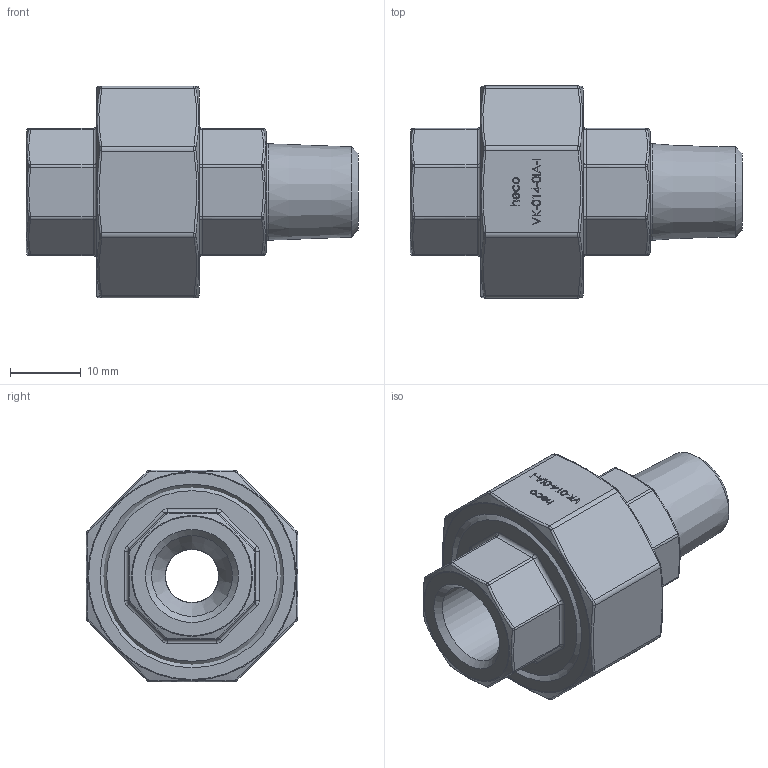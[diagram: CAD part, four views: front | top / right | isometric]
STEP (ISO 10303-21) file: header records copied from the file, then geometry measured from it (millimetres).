
FILE_DESCRIPTION (( 'STEP AP214' ), '1' );
FILE_NAME ('VK-014-0IA-I Verschraubung konisch 2201.STEP', '2022-02-01T10:36:06', ( '' ), ( '' ), 'SwSTEP 2.0', 'SolidWorks 2019', '' );
FILE_SCHEMA (( 'AUTOMOTIVE_DESIGN' ));
Length unit declared in the file: millimetre
Products named in the file (1): VK-014-0IA-I Verschraubung konisch 2201
Bounding box: 47 x 30 x 30 mm (x, y, z)
Volume: 13132 mm3; surface area: 9112.8 mm2
Topology: 3 solids, 3 shells, 358 faces, 854 edges, 531 vertices
Faces by surface type: plane 140, bspline 117, cylinder 49, torus 38, cone 14
Full cylindrical faces by diameter (mm): 7.5 x1, 11.445 x1, 13.5 x1, 14 x1, 21 x1, 21.3 x1, 24 x1, 24.38 x1, 26 x1
Entity records: 17852 total; most frequent: CARTESIAN_POINT 6608, ORIENTED_EDGE 1586, DIRECTION 1226, EDGE_CURVE 793, VERTEX_POINT 515, EDGE_LOOP 438, AXIS2_PLACEMENT_3D 425, FACE_OUTER_BOUND 389
